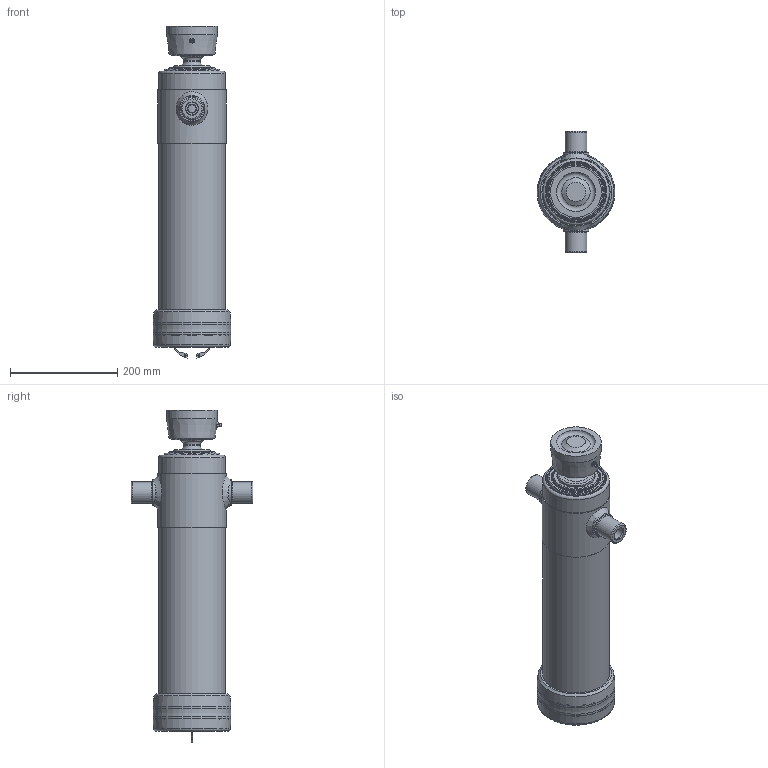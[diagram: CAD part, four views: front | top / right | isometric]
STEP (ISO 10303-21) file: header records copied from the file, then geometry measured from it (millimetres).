
FILE_DESCRIPTION( ( 'Unknown' ), '1' );
FILE_NAME( '4035S.stp', 'Unknown', ( 'Unknown' ), ( 'Unknown' ), 'PSStep 14.0', 'Unknown', ' ' );
FILE_SCHEMA( ( 'AUTOMOTIVE_DESIGN { 1 0 10303 214 1 1 1 1 }' ) );
Length unit declared in the file: millimetre
Products named in the file (16): Assem1; 4184; 548; Saldatura d'angolo 1-oa0; Saldatura d'angolo 2-oa1; 3146; 3145; 4184-oa2; 2247; 2388; 2248; 3084; 4013; 4012; 4011
Bounding box: 145 x 227 x 618.89 mm (x, y, z)
Volume: 13505892.4 mm3; surface area: 2927604.3 mm2
Topology: 35 solids, 35 shells, 634 faces, 1335 edges, 840 vertices
Faces by surface type: plane 195, cylinder 186, torus 124, cone 88, bspline 21, sphere 20
Full cylindrical faces by diameter (mm): 3.2 x6, 6.647 x3, 8 x3, 10 x4, 15 x3, 16.376 x3, 20 x2, 23 x3, 31 x2, 40 x6, 48 x6, 52 x3, 67 x2, 68 x6, 71 x2, 72.8 x2, 73 x4, 74.2 x2, 75 x3, 75.2 x6, 76 x2, 78 x3, 87 x2, 88 x6, 91 x2, 93 x4, 94.2 x2, 95 x3, 96 x2, 106 x2
Entity records: 10434 total; most frequent: CARTESIAN_POINT 3580, DIRECTION 1073, ORIENTED_EDGE 718, AXIS2_PLACEMENT_3D 497, EDGE_LOOP 450, FACE_OUTER_BOUND 360, EDGE_CURVE 359, VERTEX_POINT 305
